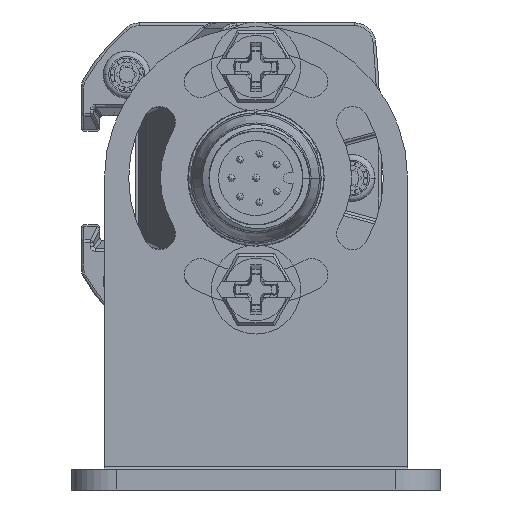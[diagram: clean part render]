
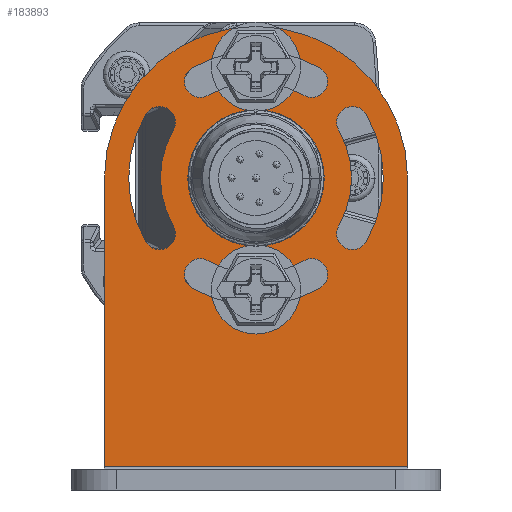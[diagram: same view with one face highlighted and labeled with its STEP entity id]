
A CAD part, front view. The second image highlights one B-rep face of the part: STEP entity #183893.
In plain terms, the highlighted face is planar.
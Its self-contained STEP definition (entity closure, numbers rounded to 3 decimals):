
#183121=DIRECTION('',(0.,0.,1.));
#183122=VECTOR('',#183121,32.319);
#183123=CARTESIAN_POINT('',(-17.,2.3,-32.7));
#183124=LINE('',#183123,#183122);
#183125=CARTESIAN_POINT('',(0.,2.3,-32.7));
#183126=DIRECTION('',(0.,1.,0.));
#183127=DIRECTION('',(1.,0.,0.));
#183128=AXIS2_PLACEMENT_3D('',#183125,#183126,#183127);
#183130=DIRECTION('',(0.,0.,-1.));
#183131=VECTOR('',#183130,32.319);
#183132=CARTESIAN_POINT('',(17.,2.3,-0.381));
#183133=LINE('',#183132,#183131);
#183134=CARTESIAN_POINT('',(0.,2.3,-32.7));
#183135=DIRECTION('',(0.,1.,0.));
#183136=DIRECTION('',(1.,0.,0.));
#183137=AXIS2_PLACEMENT_3D('',#183134,#183135,#183136);
#183139=CARTESIAN_POINT('',(0.,2.3,-32.7));
#183140=DIRECTION('',(0.,1.,0.));
#183141=DIRECTION('',(-1.,0.,0.));
#183142=AXIS2_PLACEMENT_3D('',#183139,#183140,#183141);
#183144=CARTESIAN_POINT('',(-6.251,2.3,-21.873));
#183145=DIRECTION('',(0.,1.,0.));
#183146=DIRECTION('',(0.5,0.,-0.866));
#183147=AXIS2_PLACEMENT_3D('',#183144,#183145,#183146);
#183149=CARTESIAN_POINT('',(0.,2.3,-32.7));
#183150=DIRECTION('',(0.,1.,0.));
#183151=DIRECTION('',(-0.5,0.,0.866));
#183152=AXIS2_PLACEMENT_3D('',#183149,#183150,#183151);
#183154=CARTESIAN_POINT('',(6.251,2.3,-21.873));
#183155=DIRECTION('',(0.,1.,0.));
#183156=DIRECTION('',(0.5,0.,0.866));
#183157=AXIS2_PLACEMENT_3D('',#183154,#183155,#183156);
#183159=CARTESIAN_POINT('',(0.,2.3,-32.7));
#183160=DIRECTION('',(0.,1.,0.));
#183161=DIRECTION('',(-0.5,0.,0.866));
#183162=AXIS2_PLACEMENT_3D('',#183159,#183160,#183161);
#183164=CARTESIAN_POINT('',(10.827,2.3,-26.449));
#183165=DIRECTION('',(0.,1.,0.));
#183166=DIRECTION('',(-0.866,0.,-0.5));
#183167=AXIS2_PLACEMENT_3D('',#183164,#183165,#183166);
#183169=CARTESIAN_POINT('',(0.,2.3,-32.7));
#183170=DIRECTION('',(0.,1.,0.));
#183171=DIRECTION('',(0.866,0.,0.5));
#183172=AXIS2_PLACEMENT_3D('',#183169,#183170,#183171);
#183174=CARTESIAN_POINT('',(10.827,2.3,-38.951));
#183175=DIRECTION('',(0.,1.,0.));
#183176=DIRECTION('',(0.866,0.,-0.5));
#183177=AXIS2_PLACEMENT_3D('',#183174,#183175,#183176);
#183179=CARTESIAN_POINT('',(0.,2.3,-32.7));
#183180=DIRECTION('',(0.,1.,0.));
#183181=DIRECTION('',(0.866,0.,0.5));
#183182=AXIS2_PLACEMENT_3D('',#183179,#183180,#183181);
#183184=CARTESIAN_POINT('',(-6.251,2.3,-43.527));
#183185=DIRECTION('',(0.,1.,0.));
#183186=DIRECTION('',(-0.5,0.,-0.866));
#183187=AXIS2_PLACEMENT_3D('',#183184,#183185,#183186);
#183189=CARTESIAN_POINT('',(0.,2.3,-32.7));
#183190=DIRECTION('',(0.,1.,0.));
#183191=DIRECTION('',(0.5,0.,-0.866));
#183192=AXIS2_PLACEMENT_3D('',#183189,#183190,#183191);
#183194=CARTESIAN_POINT('',(6.251,2.3,-43.527));
#183195=DIRECTION('',(0.,1.,0.));
#183196=DIRECTION('',(-0.5,0.,0.866));
#183197=AXIS2_PLACEMENT_3D('',#183194,#183195,#183196);
#183199=CARTESIAN_POINT('',(0.,2.3,-32.7));
#183200=DIRECTION('',(0.,1.,0.));
#183201=DIRECTION('',(0.5,0.,-0.866));
#183202=AXIS2_PLACEMENT_3D('',#183199,#183200,#183201);
#183204=CARTESIAN_POINT('',(-10.827,2.3,-38.951));
#183205=DIRECTION('',(0.,1.,0.));
#183206=DIRECTION('',(0.866,0.,0.5));
#183207=AXIS2_PLACEMENT_3D('',#183204,#183205,#183206);
#183209=CARTESIAN_POINT('',(0.,2.3,-32.7));
#183210=DIRECTION('',(0.,1.,0.));
#183211=DIRECTION('',(-0.866,0.,-0.5));
#183212=AXIS2_PLACEMENT_3D('',#183209,#183210,#183211);
#183214=CARTESIAN_POINT('',(-10.827,2.3,-26.449));
#183215=DIRECTION('',(0.,1.,0.));
#183216=DIRECTION('',(-0.866,0.,0.5));
#183217=AXIS2_PLACEMENT_3D('',#183214,#183215,#183216);
#183219=CARTESIAN_POINT('',(0.,2.3,-32.7));
#183220=DIRECTION('',(0.,1.,0.));
#183221=DIRECTION('',(-0.866,0.,-0.5));
#183222=AXIS2_PLACEMENT_3D('',#183219,#183220,#183221);
#183224=DIRECTION('',(1.,0.,0.));
#183225=VECTOR('',#183224,34.);
#183226=CARTESIAN_POINT('',(-17.,2.3,-0.381));
#183227=LINE('',#183226,#183225);
#183584=CARTESIAN_POINT('',(17.,2.3,-32.7));
#183585=CARTESIAN_POINT('',(-17.,2.3,-32.7));
#183586=VERTEX_POINT('',#183584);
#183587=VERTEX_POINT('',#183585);
#183600=CARTESIAN_POINT('',(-17.,2.3,-0.381));
#183601=CARTESIAN_POINT('',(17.,2.3,-0.381));
#183602=VERTEX_POINT('',#183600);
#183603=VERTEX_POINT('',#183601);
#183612=CARTESIAN_POINT('',(7.65,2.3,-32.7));
#183613=CARTESIAN_POINT('',(-7.65,2.3,-32.7));
#183614=VERTEX_POINT('',#183612);
#183615=VERTEX_POINT('',#183613);
#183684=CARTESIAN_POINT('',(-5.361,2.3,-23.414));
#183685=CARTESIAN_POINT('',(-7.141,2.3,-20.331));
#183686=VERTEX_POINT('',#183684);
#183687=VERTEX_POINT('',#183685);
#183688=CARTESIAN_POINT('',(7.141,2.3,-20.331));
#183689=CARTESIAN_POINT('',(5.361,2.3,-23.414));
#183690=VERTEX_POINT('',#183688);
#183691=VERTEX_POINT('',#183689);
#183692=CARTESIAN_POINT('',(9.286,2.3,-27.339));
#183693=CARTESIAN_POINT('',(12.369,2.3,-25.559));
#183694=VERTEX_POINT('',#183692);
#183695=VERTEX_POINT('',#183693);
#183696=CARTESIAN_POINT('',(12.369,2.3,-39.841));
#183697=CARTESIAN_POINT('',(9.286,2.3,-38.061));
#183698=VERTEX_POINT('',#183696);
#183699=VERTEX_POINT('',#183697);
#183700=CARTESIAN_POINT('',(-7.141,2.3,-45.069));
#183701=CARTESIAN_POINT('',(-5.361,2.3,-41.986));
#183702=VERTEX_POINT('',#183700);
#183703=VERTEX_POINT('',#183701);
#183704=CARTESIAN_POINT('',(5.361,2.3,-41.986));
#183705=CARTESIAN_POINT('',(7.141,2.3,-45.069));
#183706=VERTEX_POINT('',#183704);
#183707=VERTEX_POINT('',#183705);
#183708=CARTESIAN_POINT('',(-9.286,2.3,-38.061));
#183709=CARTESIAN_POINT('',(-12.369,2.3,-39.841));
#183710=VERTEX_POINT('',#183708);
#183711=VERTEX_POINT('',#183709);
#183712=CARTESIAN_POINT('',(-12.369,2.3,-25.559));
#183713=CARTESIAN_POINT('',(-9.286,2.3,-27.339));
#183714=VERTEX_POINT('',#183712);
#183715=VERTEX_POINT('',#183713);
#183833=CARTESIAN_POINT('',(0.,2.3,0.));
#183834=DIRECTION('',(0.,1.,0.));
#183835=DIRECTION('',(1.,0.,0.));
#183836=AXIS2_PLACEMENT_3D('',#183833,#183834,#183835);
#183837=PLANE('',#183836);
#183839=ORIENTED_EDGE('',*,*,#183838,.F.);
#183840=ORIENTED_EDGE('',*,*,#183815,.F.);
#183842=ORIENTED_EDGE('',*,*,#183841,.F.);
#183844=ORIENTED_EDGE('',*,*,#183843,.F.);
#183845=EDGE_LOOP('',(#183839,#183840,#183842,#183844));
#183846=FACE_OUTER_BOUND('',#183845,.F.);
#183848=ORIENTED_EDGE('',*,*,#183847,.T.);
#183850=ORIENTED_EDGE('',*,*,#183849,.T.);
#183851=EDGE_LOOP('',(#183848,#183850));
#183852=FACE_BOUND('',#183851,.F.);
#183854=ORIENTED_EDGE('',*,*,#183853,.T.);
#183856=ORIENTED_EDGE('',*,*,#183855,.T.);
#183858=ORIENTED_EDGE('',*,*,#183857,.T.);
#183860=ORIENTED_EDGE('',*,*,#183859,.F.);
#183861=EDGE_LOOP('',(#183854,#183856,#183858,#183860));
#183862=FACE_BOUND('',#183861,.F.);
#183864=ORIENTED_EDGE('',*,*,#183863,.T.);
#183866=ORIENTED_EDGE('',*,*,#183865,.T.);
#183868=ORIENTED_EDGE('',*,*,#183867,.T.);
#183870=ORIENTED_EDGE('',*,*,#183869,.F.);
#183871=EDGE_LOOP('',(#183864,#183866,#183868,#183870));
#183872=FACE_BOUND('',#183871,.F.);
#183874=ORIENTED_EDGE('',*,*,#183873,.T.);
#183876=ORIENTED_EDGE('',*,*,#183875,.F.);
#183878=ORIENTED_EDGE('',*,*,#183877,.T.);
#183880=ORIENTED_EDGE('',*,*,#183879,.T.);
#183881=EDGE_LOOP('',(#183874,#183876,#183878,#183880));
#183882=FACE_BOUND('',#183881,.F.);
#183884=ORIENTED_EDGE('',*,*,#183883,.T.);
#183886=ORIENTED_EDGE('',*,*,#183885,.T.);
#183888=ORIENTED_EDGE('',*,*,#183887,.T.);
#183890=ORIENTED_EDGE('',*,*,#183889,.F.);
#183891=EDGE_LOOP('',(#183884,#183886,#183888,#183890));
#183892=FACE_BOUND('',#183891,.F.);
#183893=ADVANCED_FACE('',(#183846,#183852,#183862,#183872,#183882,#183892),
#183837,.T.);
#183129=CIRCLE('',#183128,17.);
#183138=CIRCLE('',#183137,7.65);
#183143=CIRCLE('',#183142,7.65);
#183148=CIRCLE('',#183147,1.78);
#183153=CIRCLE('',#183152,14.282);
#183158=CIRCLE('',#183157,1.78);
#183163=CIRCLE('',#183162,10.722);
#183168=CIRCLE('',#183167,1.78);
#183173=CIRCLE('',#183172,14.282);
#183178=CIRCLE('',#183177,1.78);
#183183=CIRCLE('',#183182,10.722);
#183188=CIRCLE('',#183187,1.78);
#183193=CIRCLE('',#183192,10.722);
#183198=CIRCLE('',#183197,1.78);
#183203=CIRCLE('',#183202,14.282);
#183208=CIRCLE('',#183207,1.78);
#183213=CIRCLE('',#183212,14.282);
#183218=CIRCLE('',#183217,1.78);
#183223=CIRCLE('',#183222,10.722);
#183815=EDGE_CURVE('',#183587,#183602,#183124,.T.);
#183838=EDGE_CURVE('',#183602,#183603,#183227,.T.);
#183841=EDGE_CURVE('',#183586,#183587,#183129,.T.);
#183843=EDGE_CURVE('',#183603,#183586,#183133,.T.);
#183847=EDGE_CURVE('',#183614,#183615,#183138,.T.);
#183849=EDGE_CURVE('',#183615,#183614,#183143,.T.);
#183853=EDGE_CURVE('',#183686,#183687,#183148,.T.);
#183855=EDGE_CURVE('',#183687,#183690,#183153,.T.);
#183857=EDGE_CURVE('',#183690,#183691,#183158,.T.);
#183859=EDGE_CURVE('',#183686,#183691,#183163,.T.);
#183863=EDGE_CURVE('',#183694,#183695,#183168,.T.);
#183865=EDGE_CURVE('',#183695,#183698,#183173,.T.);
#183867=EDGE_CURVE('',#183698,#183699,#183178,.T.);
#183869=EDGE_CURVE('',#183694,#183699,#183183,.T.);
#183873=EDGE_CURVE('',#183702,#183703,#183188,.T.);
#183875=EDGE_CURVE('',#183706,#183703,#183193,.T.);
#183877=EDGE_CURVE('',#183706,#183707,#183198,.T.);
#183879=EDGE_CURVE('',#183707,#183702,#183203,.T.);
#183883=EDGE_CURVE('',#183710,#183711,#183208,.T.);
#183885=EDGE_CURVE('',#183711,#183714,#183213,.T.);
#183887=EDGE_CURVE('',#183714,#183715,#183218,.T.);
#183889=EDGE_CURVE('',#183710,#183715,#183223,.T.);
